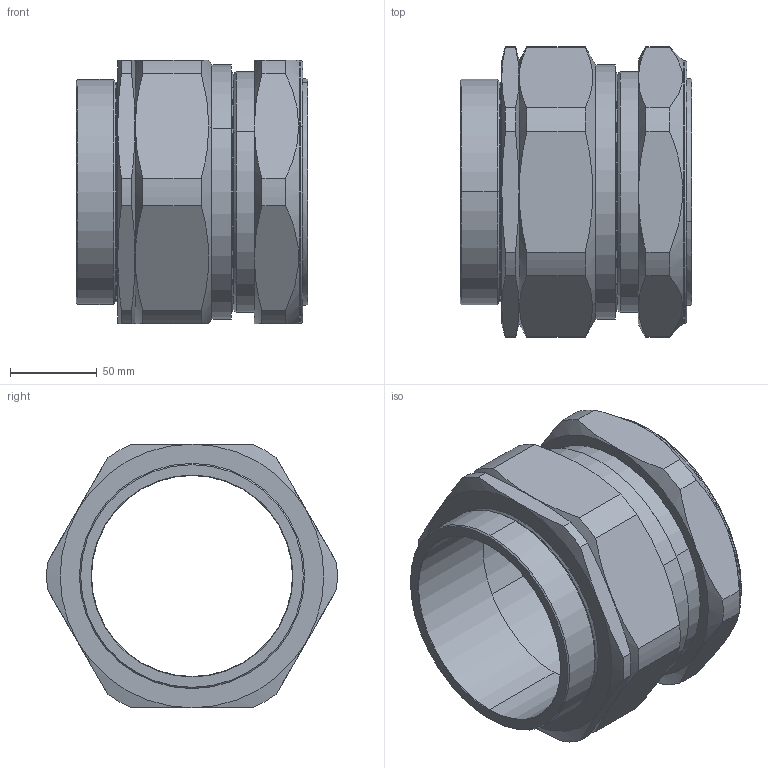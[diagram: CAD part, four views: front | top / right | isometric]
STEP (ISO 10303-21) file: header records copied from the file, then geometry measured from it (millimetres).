
FILE_DESCRIPTION (( 'STEP AP203' ), '1' );
FILE_NAME ('130CXED1RA.STEP', '2021-03-11T16:20:47', ( '' ), ( '' ), 'SwSTEP 2.0', 'SolidWorks 2017', '' );
FILE_SCHEMA (( 'CONFIG_CONTROL_DESIGN' ));
Length unit declared in the file: millimetre
Products named in the file (1): 130CXED1RA
Bounding box: 133.7 x 167.56 x 152.4 mm (x, y, z)
Volume: 829756.3 mm3; surface area: 142383.8 mm2
Topology: 1 solids, 24 shells, 345 faces, 838 edges, 548 vertices
Faces by surface type: plane 130, bspline 112, cylinder 63, cone 34, torus 6
Entity records: 16133 total; most frequent: CARTESIAN_POINT 8708, ORIENTED_EDGE 1676, DIRECTION 1200, EDGE_CURVE 838, VERTEX_POINT 548, AXIS2_PLACEMENT_3D 404, VECTOR 392, LINE 392
